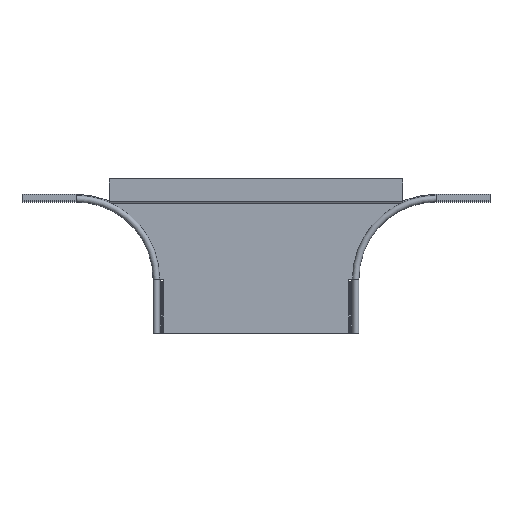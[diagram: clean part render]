
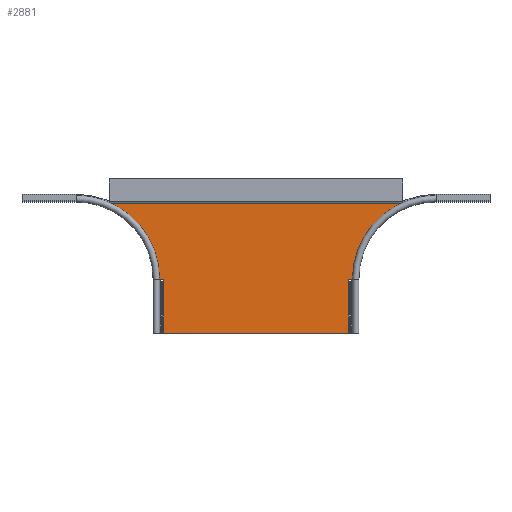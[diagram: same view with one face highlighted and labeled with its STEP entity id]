
A CAD part, top view. The second image highlights one B-rep face of the part: STEP entity #2881.
In plain terms, the highlighted planar face has unit normal (0, 0, 1).
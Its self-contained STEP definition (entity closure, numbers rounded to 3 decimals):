
#1931=DIRECTION('',(0.,1.,0.));
#1932=VECTOR('',#1931,100.);
#1933=CARTESIAN_POINT('',(180.214,0.,1.5));
#1934=LINE('',#1933,#1932);
#1991=DIRECTION('',(1.,0.,0.));
#1992=VECTOR('',#1991,0.714);
#1993=CARTESIAN_POINT('',(179.5,100.,1.5));
#1994=LINE('',#1993,#1992);
#2009=DIRECTION('',(-1.,0.,0.));
#2010=VECTOR('',#2009,0.714);
#2011=CARTESIAN_POINT('',(-179.5,100.,1.5));
#2012=LINE('',#2011,#2010);
#2013=DIRECTION('',(0.,-1.,0.));
#2014=VECTOR('',#2013,5.);
#2015=CARTESIAN_POINT('',(-179.5,105.,1.5));
#2016=LINE('',#2015,#2014);
#2017=DIRECTION('',(1.,0.,0.));
#2018=VECTOR('',#2017,18.);
#2019=CARTESIAN_POINT('',(-197.5,105.,1.5));
#2020=LINE('',#2019,#2018);
#2021=CARTESIAN_POINT('',(-350.,105.,1.5));
#2022=DIRECTION('',(0.,0.,-1.));
#2023=DIRECTION('',(0.426,0.905,0.));
#2024=AXIS2_PLACEMENT_3D('',#2021,#2022,#2023);
#2026=DIRECTION('',(0.,-1.,0.));
#2027=VECTOR('',#2026,8.511);
#2028=CARTESIAN_POINT('',(-285.,251.464,1.5));
#2029=LINE('',#2028,#2027);
#2030=CARTESIAN_POINT('',(350.,105.,1.5));
#2031=DIRECTION('',(0.,0.,-1.));
#2032=DIRECTION('',(-1.,0.,0.));
#2033=AXIS2_PLACEMENT_3D('',#2030,#2031,#2032);
#2035=DIRECTION('',(1.,0.,0.));
#2036=VECTOR('',#2035,360.429);
#2037=CARTESIAN_POINT('',(-180.214,0.,1.5));
#2038=LINE('',#2037,#2036);
#2043=DIRECTION('',(0.,-1.,0.));
#2044=VECTOR('',#2043,100.);
#2045=CARTESIAN_POINT('',(-180.214,100.,1.5));
#2046=LINE('',#2045,#2044);
#2299=DIRECTION('',(0.,-1.,0.));
#2300=VECTOR('',#2299,8.511);
#2301=CARTESIAN_POINT('',(285.,251.464,1.5));
#2302=LINE('',#2301,#2300);
#2315=DIRECTION('',(-1.,0.,0.));
#2316=VECTOR('',#2315,18.);
#2317=CARTESIAN_POINT('',(197.5,105.,1.5));
#2318=LINE('',#2317,#2316);
#2323=DIRECTION('',(0.,-1.,0.));
#2324=VECTOR('',#2323,5.);
#2325=CARTESIAN_POINT('',(179.5,105.,1.5));
#2326=LINE('',#2325,#2324);
#2335=DIRECTION('',(1.,0.,0.));
#2336=VECTOR('',#2335,570.);
#2337=CARTESIAN_POINT('',(-285.,251.464,1.5));
#2338=LINE('',#2337,#2336);
#2446=CARTESIAN_POINT('',(-180.214,100.,1.5));
#2448=VERTEX_POINT('',#2446);
#2453=CARTESIAN_POINT('',(-180.214,0.,1.5));
#2454=VERTEX_POINT('',#2453);
#2464=CARTESIAN_POINT('',(285.,251.464,1.5));
#2466=VERTEX_POINT('',#2464);
#2467=CARTESIAN_POINT('',(-285.,251.464,1.5));
#2469=VERTEX_POINT('',#2467);
#2475=CARTESIAN_POINT('',(-285.,242.954,1.5));
#2476=VERTEX_POINT('',#2475);
#2477=CARTESIAN_POINT('',(285.,242.954,1.5));
#2478=VERTEX_POINT('',#2477);
#2479=CARTESIAN_POINT('',(197.5,105.,1.5));
#2480=VERTEX_POINT('',#2479);
#2481=CARTESIAN_POINT('',(179.5,105.,1.5));
#2482=VERTEX_POINT('',#2481);
#2483=CARTESIAN_POINT('',(179.5,100.,1.5));
#2484=VERTEX_POINT('',#2483);
#2485=CARTESIAN_POINT('',(180.214,100.,1.5));
#2486=VERTEX_POINT('',#2485);
#2517=CARTESIAN_POINT('',(-179.5,100.,1.5));
#2518=VERTEX_POINT('',#2517);
#2535=CARTESIAN_POINT('',(180.214,0.,1.5));
#2536=VERTEX_POINT('',#2535);
#2547=CARTESIAN_POINT('',(-197.5,105.,1.5));
#2548=CARTESIAN_POINT('',(-179.5,105.,1.5));
#2549=VERTEX_POINT('',#2547);
#2550=VERTEX_POINT('',#2548);
#2848=CARTESIAN_POINT('',(285.,0.,1.5));
#2849=DIRECTION('',(0.,0.,1.));
#2850=DIRECTION('',(0.,-1.,0.));
#2851=AXIS2_PLACEMENT_3D('',#2848,#2849,#2850);
#2852=PLANE('',#2851);
#2854=ORIENTED_EDGE('',*,*,#2853,.F.);
#2856=ORIENTED_EDGE('',*,*,#2855,.F.);
#2858=ORIENTED_EDGE('',*,*,#2857,.F.);
#2860=ORIENTED_EDGE('',*,*,#2859,.F.);
#2862=ORIENTED_EDGE('',*,*,#2861,.F.);
#2864=ORIENTED_EDGE('',*,*,#2863,.F.);
#2866=ORIENTED_EDGE('',*,*,#2865,.T.);
#2868=ORIENTED_EDGE('',*,*,#2867,.T.);
#2870=ORIENTED_EDGE('',*,*,#2869,.F.);
#2872=ORIENTED_EDGE('',*,*,#2871,.T.);
#2874=ORIENTED_EDGE('',*,*,#2873,.T.);
#2875=ORIENTED_EDGE('',*,*,#2829,.T.);
#2876=ORIENTED_EDGE('',*,*,#2751,.F.);
#2878=ORIENTED_EDGE('',*,*,#2877,.F.);
#2879=EDGE_LOOP('',(#2854,#2856,#2858,#2860,#2862,#2864,#2866,#2868,#2870,#2872,
#2874,#2875,#2876,#2878));
#2880=FACE_OUTER_BOUND('',#2879,.F.);
#2881=ADVANCED_FACE('',(#2880),#2852,.T.);
#2025=CIRCLE('',#2024,152.5);
#2034=CIRCLE('',#2033,152.5);
#2751=EDGE_CURVE('',#2536,#2486,#1934,.T.);
#2829=EDGE_CURVE('',#2484,#2486,#1994,.T.);
#2853=EDGE_CURVE('',#2448,#2454,#2046,.T.);
#2855=EDGE_CURVE('',#2518,#2448,#2012,.T.);
#2857=EDGE_CURVE('',#2550,#2518,#2016,.T.);
#2859=EDGE_CURVE('',#2549,#2550,#2020,.T.);
#2861=EDGE_CURVE('',#2476,#2549,#2025,.T.);
#2863=EDGE_CURVE('',#2469,#2476,#2029,.T.);
#2865=EDGE_CURVE('',#2469,#2466,#2338,.T.);
#2867=EDGE_CURVE('',#2466,#2478,#2302,.T.);
#2869=EDGE_CURVE('',#2480,#2478,#2034,.T.);
#2871=EDGE_CURVE('',#2480,#2482,#2318,.T.);
#2873=EDGE_CURVE('',#2482,#2484,#2326,.T.);
#2877=EDGE_CURVE('',#2454,#2536,#2038,.T.);
